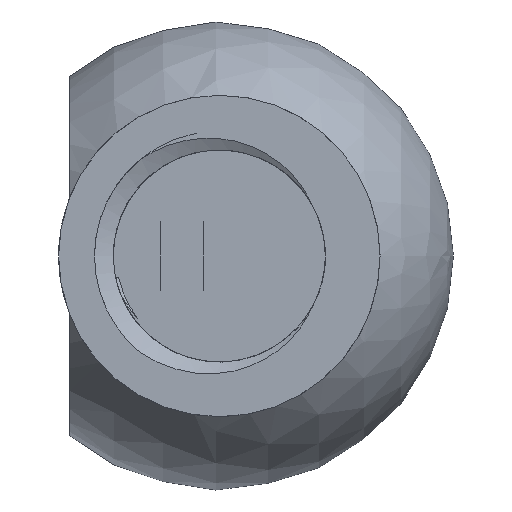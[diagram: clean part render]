
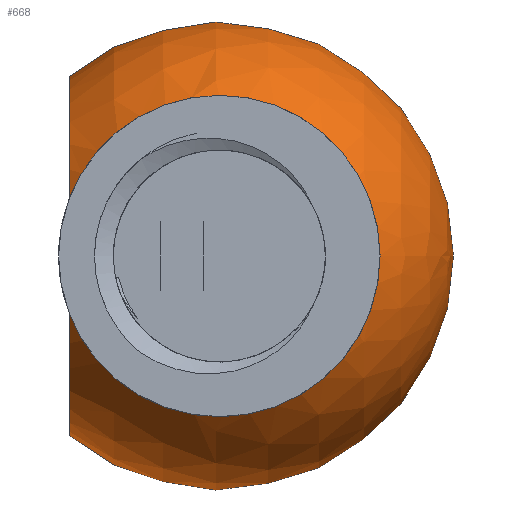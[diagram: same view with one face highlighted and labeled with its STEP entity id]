
A CAD part, left-side view. The second image highlights one B-rep face of the part: STEP entity #668.
In plain terms, the highlighted spherical face has radius 7.5 mm.
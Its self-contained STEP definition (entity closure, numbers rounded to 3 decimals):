
#25=SPHERICAL_SURFACE('',#738,7.5);
#43=CIRCLE('',#718,5.15);
#53=CIRCLE('',#734,5.763);
#55=CIRCLE('',#739,5.15);
#56=CIRCLE('',#740,7.5);
#57=CIRCLE('',#741,5.15);
#93=FACE_OUTER_BOUND('',#137,.T.);
#137=EDGE_LOOP('',(#515,#516,#517,#518,#519,#520));
#294=VERTEX_POINT('',#10035);
#296=VERTEX_POINT('',#10038);
#297=VERTEX_POINT('',#10040);
#306=VERTEX_POINT('',#10073);
#307=VERTEX_POINT('',#10075);
#375=EDGE_CURVE('',#296,#294,#43,.T.);
#388=EDGE_CURVE('',#297,#296,#53,.T.);
#391=EDGE_CURVE('',#294,#306,#55,.T.);
#392=EDGE_CURVE('',#307,#306,#56,.T.);
#393=EDGE_CURVE('',#306,#297,#57,.T.);
#515=ORIENTED_EDGE('',*,*,#388,.T.);
#516=ORIENTED_EDGE('',*,*,#375,.T.);
#517=ORIENTED_EDGE('',*,*,#391,.T.);
#518=ORIENTED_EDGE('',*,*,#392,.F.);
#519=ORIENTED_EDGE('',*,*,#392,.T.);
#520=ORIENTED_EDGE('',*,*,#393,.T.);
#668=ADVANCED_FACE('',(#93),#25,.T.);
#718=AXIS2_PLACEMENT_3D('',#10039,#830,#831);
#734=AXIS2_PLACEMENT_3D('',#10066,#865,#866);
#738=AXIS2_PLACEMENT_3D('',#10072,#874,#875);
#739=AXIS2_PLACEMENT_3D('',#10074,#876,#877);
#740=AXIS2_PLACEMENT_3D('',#10076,#878,#879);
#741=AXIS2_PLACEMENT_3D('',#10077,#880,#881);
#830=DIRECTION('center_axis',(-1.,0.,0.));
#831=DIRECTION('ref_axis',(0.,0.,-1.));
#865=DIRECTION('center_axis',(0.,1.,0.));
#866=DIRECTION('ref_axis',(0.,0.,-1.));
#874=DIRECTION('center_axis',(0.,1.,0.));
#875=DIRECTION('ref_axis',(-1.,0.,0.));
#876=DIRECTION('center_axis',(-1.,0.,0.));
#877=DIRECTION('ref_axis',(0.,0.,-1.));
#878=DIRECTION('center_axis',(0.,0.,
-1.));
#879=DIRECTION('ref_axis',(1.,0.,0.));
#880=DIRECTION('center_axis',(-1.,0.,0.));
#881=DIRECTION('ref_axis',(0.,0.,-1.));
#10035=CARTESIAN_POINT('',(5.452,0.,5.15));
#10038=CARTESIAN_POINT('',(5.452,-4.801,1.864));
#10039=CARTESIAN_POINT('Origin',(5.452,0.,
0.));
#10040=CARTESIAN_POINT('',(5.475,-4.786,-1.915));
#10066=CARTESIAN_POINT('Origin',(0.,-4.8,
0.));
#10072=CARTESIAN_POINT('Origin',(0.,0.,
0.));
#10073=CARTESIAN_POINT('',(5.452,5.15,0.));
#10074=CARTESIAN_POINT('Origin',(5.452,0.,
0.));
#10075=CARTESIAN_POINT('',(0.,7.5,0.));
#10076=CARTESIAN_POINT('Origin',(0.,0.,
0.));
#10077=CARTESIAN_POINT('Origin',(5.452,0.,
0.));
